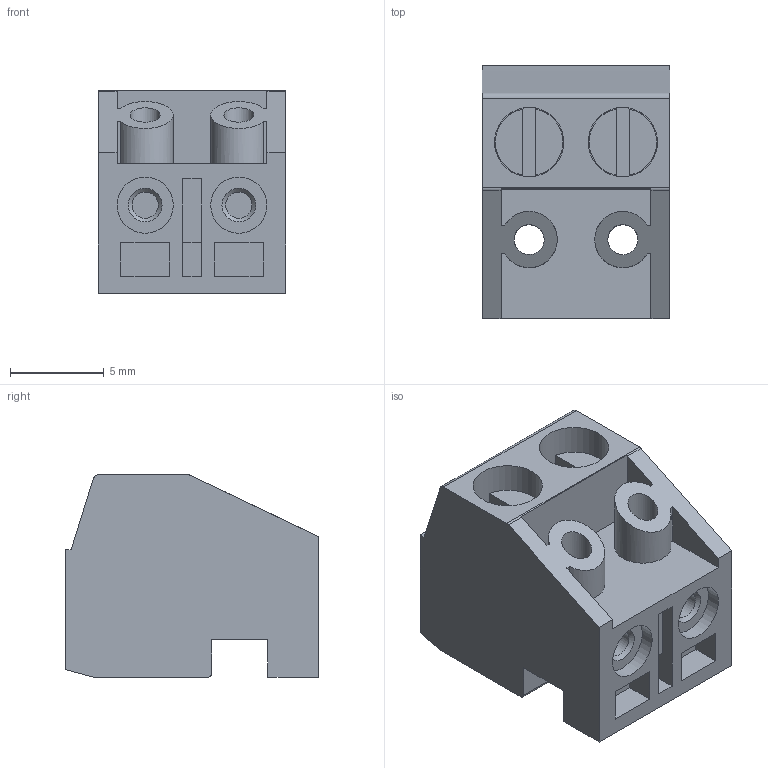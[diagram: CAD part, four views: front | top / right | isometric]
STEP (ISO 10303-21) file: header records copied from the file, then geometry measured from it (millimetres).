
FILE_DESCRIPTION(('STEP AP214'),'1');
FILE_NAME('SHS02-5-L.stp','2018-10-31T16:48:15',(' '),(' '),'Spatial InterOp 3D',' ',' ');
FILE_SCHEMA(('AUTOMOTIVE_DESIGN { 1 0 10303 214 1 1 1 1 }'));
Length unit declared in the file: metre
Products named in the file (1): 1
Bounding box: 10 x 13.5 x 10.8 mm (x, y, z)
Volume: 934.1 mm3; surface area: 1250.2 mm2
Topology: 1 solids, 1 shells, 169 faces, 428 edges, 280 vertices
Faces by surface type: plane 120, cylinder 43, cone 6
Full cylindrical faces by diameter (mm): 1.4 x2, 1.6 x2, 2.65 x2, 3 x2, 3.7 x2
Entity records: 6355 total; most frequent: CARTESIAN_POINT 926, DIRECTION 830, ORIENTED_EDGE 820, EDGE_CURVE 410, LINE 302, VECTOR 302, VERTEX_POINT 274, AXIS2_PLACEMENT_3D 264
